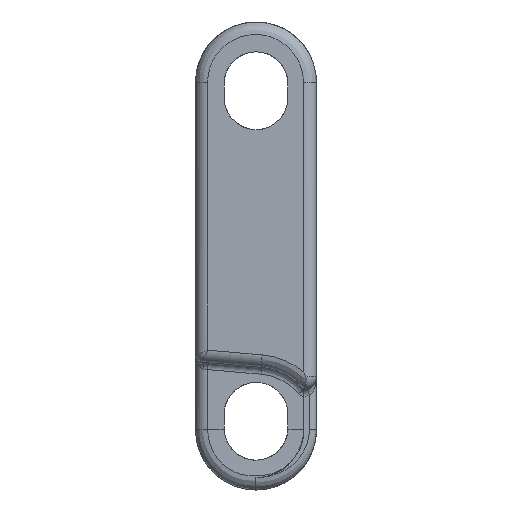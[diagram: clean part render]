
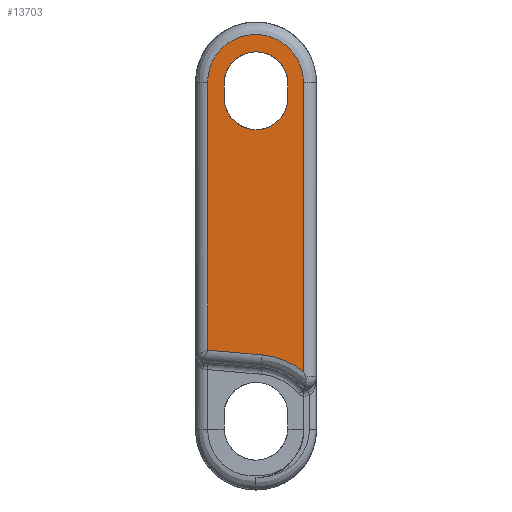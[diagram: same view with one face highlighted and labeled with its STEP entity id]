
A CAD part, left-side view. The second image highlights one B-rep face of the part: STEP entity #13703.
In plain terms, the highlighted planar face has unit normal (-0.999, 0.035, 0).
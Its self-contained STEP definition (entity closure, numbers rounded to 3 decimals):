
#33 = CARTESIAN_POINT ( 'NONE',  ( -42.336, -6.65, 10.053 ) ) ;
#315 = VECTOR ( 'NONE', #1414, 1000. ) ;
#350 = CARTESIAN_POINT ( 'NONE',  ( -42.271, -4.789, -7.121 ) ) ;
#869 = CARTESIAN_POINT ( 'NONE',  ( -42.375, -7.769, -8.346 ) ) ;
#1200 = ORIENTED_EDGE ( 'NONE', *, *, #24098, .T. ) ;
#1300 = CARTESIAN_POINT ( 'NONE',  ( -42.209, -3.003, 9.1 ) ) ;
#1414 = DIRECTION ( 'NONE',  ( 0., 0., 1. ) ) ;
#2030 = DIRECTION ( 'NONE',  ( -0.035, -0.999, 0. ) ) ;
#2045 = ORIENTED_EDGE ( 'NONE', *, *, #6357, .T. ) ;
#2133 =( BOUNDED_CURVE ( )  B_SPLINE_CURVE ( 3, ( #17600, #1300, #21600, #26109 ),
 .UNSPECIFIED., .F., .T. ) 
 B_SPLINE_CURVE_WITH_KNOTS ( ( 4, 4 ),
 ( 4.712, 6.283 ),
 .UNSPECIFIED. ) 
 CURVE ( )  GEOMETRIC_REPRESENTATION_ITEM ( )  RATIONAL_B_SPLINE_CURVE ( ( 1., 0.805, 0.805, 1. ) ) 
 REPRESENTATION_ITEM ( '' )  );
#2188 = CARTESIAN_POINT ( 'NONE',  ( -42.134, -0.869, -6.778 ) ) ;
#2600 = ORIENTED_EDGE ( 'NONE', *, *, #11415, .T. ) ;
#2746 = CARTESIAN_POINT ( 'NONE',  ( -42.176, -2.05, 11.4 ) ) ;
#2815 = VERTEX_POINT ( 'NONE', #8130 ) ;
#2863 = CARTESIAN_POINT ( 'NONE',  ( -42.31, -5.892, -7.217 ) ) ;
#3085 = ORIENTED_EDGE ( 'NONE', *, *, #15809, .F. ) ;
#3186 = EDGE_CURVE ( 'NONE', #12300, #2815, #26298, .T. ) ;
#3779 = VERTEX_POINT ( 'NONE', #4894 ) ;
#4062 = ORIENTED_EDGE ( 'NONE', *, *, #21168, .T. ) ;
#4160 = CARTESIAN_POINT ( 'NONE',  ( -42.336, -6.65, 11.4 ) ) ;
#4382 = CARTESIAN_POINT ( 'NONE',  ( -42.134, -0.869, 12.5 ) ) ;
#4619 = DIRECTION ( 'NONE',  ( 0., 0., -1. ) ) ;
#4847 = CARTESIAN_POINT ( 'NONE',  ( -42.336, -6.65, 12.4 ) ) ;
#4894 = CARTESIAN_POINT ( 'NONE',  ( -42.375, -7.769, 12.5 ) ) ;
#5314 = DIRECTION ( 'NONE',  ( -0.035, -0.996, -0.087 ) ) ;
#5506 = PLANE ( 'NONE',  #12640 ) ;
#5667 = CARTESIAN_POINT ( 'NONE',  ( -42.134, -0.869, -16.901 ) ) ;
#5737 = VERTEX_POINT ( 'NONE', #12543 ) ;
#6357 = EDGE_CURVE ( 'NONE', #5737, #23673, #2133, .T. ) ;
#7084 = DIRECTION ( 'NONE',  ( 0., 0., 1. ) ) ;
#7510 = FACE_BOUND ( 'NONE', #18685, .T. ) ;
#7698 = CARTESIAN_POINT ( 'NONE',  ( -42.134, -0.869, 19.4 ) ) ;
#7871 = CARTESIAN_POINT ( 'NONE',  ( -42.336, -6.65, 12.4 ) ) ;
#8016 = VECTOR ( 'NONE', #25409, 1000. ) ;
#8130 = CARTESIAN_POINT ( 'NONE',  ( -42.375, -7.769, -8.346 ) ) ;
#9198 = CARTESIAN_POINT ( 'NONE',  ( -42.388, -8.14, -7.414 ) ) ;
#9683 = VERTEX_POINT ( 'NONE', #7871 ) ;
#9772 = VERTEX_POINT ( 'NONE', #4382 ) ;
#10107 = VERTEX_POINT ( 'NONE', #14469 ) ;
#11038 = CARTESIAN_POINT ( 'NONE',  ( -42.346, -6.917, -7.638 ) ) ;
#11415 = EDGE_CURVE ( 'NONE', #3779, #9772, #14466, .T. ) ;
#12300 = VERTEX_POINT ( 'NONE', #350 ) ;
#12543 = CARTESIAN_POINT ( 'NONE',  ( -42.256, -4.35, 9.1 ) ) ;
#12640 = AXIS2_PLACEMENT_3D ( 'NONE', #13661, #19803, #2030 ) ;
#13110 = LINE ( 'NONE', #21782, #23330 ) ;
#13661 = CARTESIAN_POINT ( 'NONE',  ( -42.408, -8.7, -1. ) ) ;
#13703 = ADVANCED_FACE ( 'NONE', ( #7510, #25939 ), #5506, .T. ) ;
#13718 = CARTESIAN_POINT ( 'NONE',  ( -42.375, -7.769, 12.5 ) ) ;
#14063 = CARTESIAN_POINT ( 'NONE',  ( -42.303, -5.697, 9.1 ) ) ;
#14466 =( BOUNDED_CURVE ( )  B_SPLINE_CURVE ( 3, ( #13718, #20121, #7698, #19860 ),
 .UNSPECIFIED., .F., .F. ) 
 B_SPLINE_CURVE_WITH_KNOTS ( ( 4, 4 ),
 ( 3.142, 6.283 ),
 .UNSPECIFIED. ) 
 CURVE ( )  GEOMETRIC_REPRESENTATION_ITEM ( )  RATIONAL_B_SPLINE_CURVE ( ( 1., 0.333, 0.333, 1. ) ) 
 REPRESENTATION_ITEM ( '' )  );
#14469 = CARTESIAN_POINT ( 'NONE',  ( -42.176, -2.05, 12.4 ) ) ;
#14777 = CARTESIAN_POINT ( 'NONE',  ( -42.336, -6.65, 12.4 ) ) ;
#14845 = VECTOR ( 'NONE', #4619, 1000. ) ;
#15015 = CARTESIAN_POINT ( 'NONE',  ( -42.176, -2.05, 12.4 ) ) ;
#15809 = EDGE_CURVE ( 'NONE', #16983, #9772, #19725, .T. ) ;
#15813 = CARTESIAN_POINT ( 'NONE',  ( -42.336, -6.65, 11.4 ) ) ;
#15822 = EDGE_LOOP ( 'NONE', ( #4062, #2600, #3085, #24834, #26110 ) ) ;
#16983 = VERTEX_POINT ( 'NONE', #2188 ) ;
#17044 = CARTESIAN_POINT ( 'NONE',  ( -42.271, -4.789, -7.121 ) ) ;
#17600 = CARTESIAN_POINT ( 'NONE',  ( -42.256, -4.35, 9.1 ) ) ;
#18227 = EDGE_CURVE ( 'NONE', #10107, #9683, #20463, .T. ) ;
#18259 = VERTEX_POINT ( 'NONE', #15813 ) ;
#18685 = EDGE_LOOP ( 'NONE', ( #23188, #21497, #1200, #2045, #18873 ) ) ;
#18780 = CARTESIAN_POINT ( 'NONE',  ( -42.176, -2.05, 17. ) ) ;
#18873 = ORIENTED_EDGE ( 'NONE', *, *, #25668, .T. ) ;
#18885 = EDGE_CURVE ( 'NONE', #16983, #12300, #19641, .T. ) ;
#19641 = LINE ( 'NONE', #9198, #25825 ) ;
#19725 = LINE ( 'NONE', #5667, #315 ) ;
#19803 = DIRECTION ( 'NONE',  ( -0.999, 0.035, 0. ) ) ;
#19843 =( BOUNDED_CURVE ( )  B_SPLINE_CURVE ( 3, ( #4160, #33, #14063, #24337 ),
 .UNSPECIFIED., .F., .F. ) 
 B_SPLINE_CURVE_WITH_KNOTS ( ( 4, 4 ),
 ( 3.142, 4.712 ),
 .UNSPECIFIED. ) 
 CURVE ( )  GEOMETRIC_REPRESENTATION_ITEM ( )  RATIONAL_B_SPLINE_CURVE ( ( 1., 0.805, 0.805, 1. ) ) 
 REPRESENTATION_ITEM ( '' )  );
#19860 = CARTESIAN_POINT ( 'NONE',  ( -42.134, -0.869, 12.5 ) ) ;
#20121 = CARTESIAN_POINT ( 'NONE',  ( -42.375, -7.769, 19.4 ) ) ;
#20463 =( BOUNDED_CURVE ( )  B_SPLINE_CURVE ( 3, ( #15015, #18780, #23155, #4847 ),
 .UNSPECIFIED., .F., .F. ) 
 B_SPLINE_CURVE_WITH_KNOTS ( ( 4, 4 ),
 ( 0., 3.142 ),
 .UNSPECIFIED. ) 
 CURVE ( )  GEOMETRIC_REPRESENTATION_ITEM ( )  RATIONAL_B_SPLINE_CURVE ( ( 1., 0.333, 0.333, 1. ) ) 
 REPRESENTATION_ITEM ( '' )  );
#20649 = LINE ( 'NONE', #14777, #14845 ) ;
#20896 = CARTESIAN_POINT ( 'NONE',  ( -42.176, -2.05, 12.4 ) ) ;
#21168 = EDGE_CURVE ( 'NONE', #2815, #3779, #13110, .T. ) ;
#21420 = LINE ( 'NONE', #20896, #8016 ) ;
#21497 = ORIENTED_EDGE ( 'NONE', *, *, #25499, .T. ) ;
#21600 = CARTESIAN_POINT ( 'NONE',  ( -42.176, -2.05, 10.053 ) ) ;
#21782 = CARTESIAN_POINT ( 'NONE',  ( -42.375, -7.769, -16.901 ) ) ;
#23155 = CARTESIAN_POINT ( 'NONE',  ( -42.336, -6.65, 17. ) ) ;
#23188 = ORIENTED_EDGE ( 'NONE', *, *, #18227, .T. ) ;
#23330 = VECTOR ( 'NONE', #7084, 1000. ) ;
#23673 = VERTEX_POINT ( 'NONE', #2746 ) ;
#24098 = EDGE_CURVE ( 'NONE', #18259, #5737, #19843, .T. ) ;
#24337 = CARTESIAN_POINT ( 'NONE',  ( -42.256, -4.35, 9.1 ) ) ;
#24834 = ORIENTED_EDGE ( 'NONE', *, *, #18885, .T. ) ;
#25409 = DIRECTION ( 'NONE',  ( 0., 0., 1. ) ) ;
#25499 = EDGE_CURVE ( 'NONE', #9683, #18259, #20649, .T. ) ;
#25668 = EDGE_CURVE ( 'NONE', #23673, #10107, #21420, .T. ) ;
#25825 = VECTOR ( 'NONE', #5314, 1000. ) ;
#25939 = FACE_OUTER_BOUND ( 'NONE', #15822, .T. ) ;
#26109 = CARTESIAN_POINT ( 'NONE',  ( -42.176, -2.05, 11.4 ) ) ;
#26110 = ORIENTED_EDGE ( 'NONE', *, *, #3186, .T. ) ;
#26298 =( BOUNDED_CURVE ( )  B_SPLINE_CURVE ( 3, ( #17044, #2863, #11038, #869 ),
 .UNSPECIFIED., .F., .T. ) 
 B_SPLINE_CURVE_WITH_KNOTS ( ( 4, 4 ),
 ( 1.658, 2.264 ),
 .UNSPECIFIED. ) 
 CURVE ( )  GEOMETRIC_REPRESENTATION_ITEM ( )  RATIONAL_B_SPLINE_CURVE ( ( 1., 0.97, 0.97, 1. ) ) 
 REPRESENTATION_ITEM ( '' )  );
